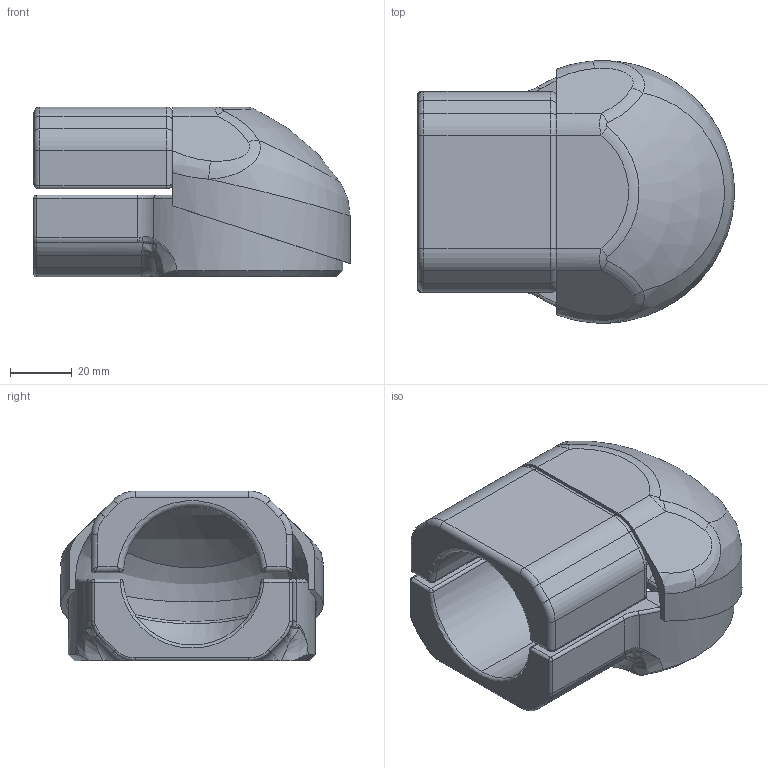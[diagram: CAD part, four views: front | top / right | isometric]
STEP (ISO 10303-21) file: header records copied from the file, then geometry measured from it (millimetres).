
FILE_DESCRIPTION (( 'STEP AP214' ), '1' );
FILE_NAME ('A-2639-01.STEP', '2024-07-15T21:17:56', ( '' ), ( '' ), 'SwSTEP 2.0', 'SolidWorks 2022', '' );
FILE_SCHEMA (( 'AUTOMOTIVE_DESIGN' ));
Length unit declared in the file: millimetre
Products named in the file (1): A-2639-01
Bounding box: 102.48 x 84.97 x 55 mm (x, y, z)
Volume: 131408.7 mm3; surface area: 46027.9 mm2
Topology: 3 solids, 3 shells, 165 faces, 400 edges, 228 vertices
Faces by surface type: cylinder 58, bspline 38, torus 32, plane 28, sphere 6, cone 3
Entity records: 11834 total; most frequent: CARTESIAN_POINT 6510, ORIENTED_EDGE 776, DIRECTION 666, EDGE_CURVE 388, AXIS2_PLACEMENT_3D 276, VERTEX_POINT 228, UNCERTAINTY_MEASURE_WITH_UNIT 170, PRESENTATION_LAYER_ASSIGNMENT 169
